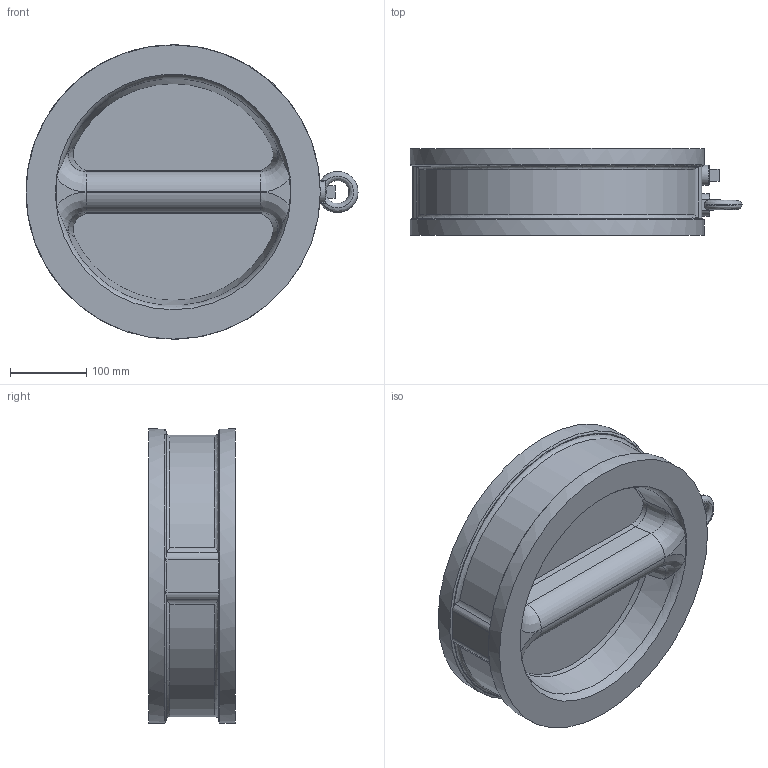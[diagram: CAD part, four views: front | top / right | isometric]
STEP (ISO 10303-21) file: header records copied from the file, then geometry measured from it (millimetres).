
FILE_DESCRIPTION((''),'2;1');
FILE_NAME('98100043.stp','2008-10-14T08:27:25',('hecker'),(''),'Autodesk Inventor 2008','Autodesk Inventor 2008','');
FILE_SCHEMA(('AUTOMOTIVE_DESIGN { 1 0 10303 214 1 1 1 1 }'));
Length unit declared in the file: millimetre
Products named in the file (1): 98100043
Bounding box: 436.5 x 114 x 387 mm (x, y, z)
Volume: 6899762.4 mm3; surface area: 605531.9 mm2
Topology: 1 solids, 1 shells, 203 faces, 542 edges, 351 vertices
Faces by surface type: plane 90, cylinder 55, bspline 26, cone 17, torus 15
Full cylindrical faces by diameter (mm): 3 x12, 16 x2, 22.236 x1, 24.468 x1, 26.44 x1, 30 x3, 305 x1, 320 x1, 387 x2
Entity records: 26340 total; most frequent: CARTESIAN_POINT 21569, ORIENTED_EDGE 954, DIRECTION 836, EDGE_CURVE 477, VERTEX_POINT 328, AXIS2_PLACEMENT_3D 325, EDGE_LOOP 271, FACE_OUTER_BOUND 203
